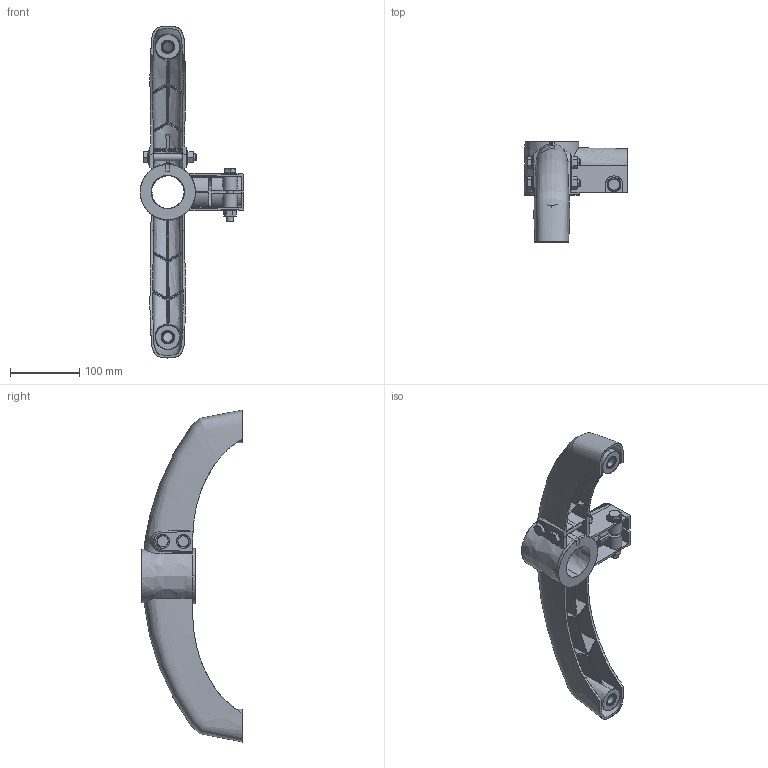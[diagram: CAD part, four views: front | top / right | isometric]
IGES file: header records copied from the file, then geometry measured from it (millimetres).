
Start section: SolidWorks IGES file using analytic representation for surfaces
Global section: file name: COBRA 248423 - PÉ CONEXÃO DUPLO CURVO.IGS; native system: SolidWorks 2019; preprocessor: SolidWorks 2019; author: matheuss; date: 191123.091229; units: millimetre
Bounding box: 150 x 145.03 x 480 mm (x, y, z)
Surface area: 301581.4 mm2 (no closed solid volume)
Topology: 0 solids, 0 shells, 1428 faces, 22919 edges, 22918 vertices
Faces by surface type: bspline 1409, revolution 19
